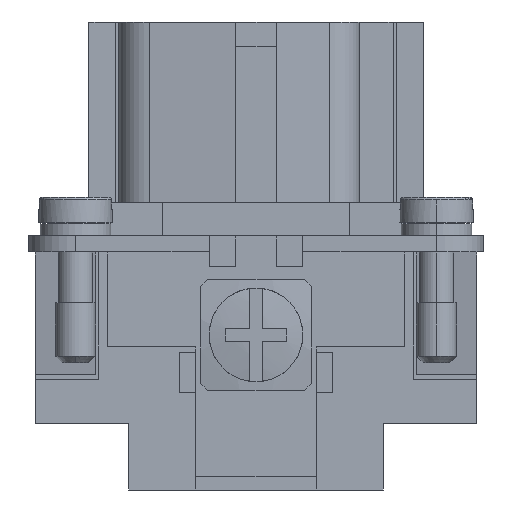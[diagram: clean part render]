
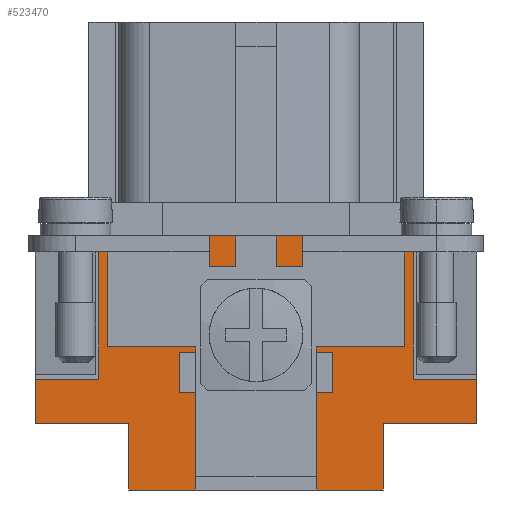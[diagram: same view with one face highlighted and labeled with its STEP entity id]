
A CAD part, left-side view. The second image highlights one B-rep face of the part: STEP entity #523470.
In plain terms, the highlighted planar face has unit normal (-1, 0, 0).
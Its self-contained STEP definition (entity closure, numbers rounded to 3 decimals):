
#83330=CARTESIAN_POINT('',(-31.6,16.5,5.));
#83340=VERTEX_POINT('',#83330);
#83370=CARTESIAN_POINT('',(-31.6,16.5,5.));
#83380=DIRECTION('',(0.,-1.,0.));
#83390=VECTOR('',#83380,7.);
#83400=LINE('',#83370,#83390);
#83410=CARTESIAN_POINT('',(-31.6,9.5,5.));
#83420=VERTEX_POINT('',#83410);
#83430=EDGE_CURVE('',#83340,#83420,#83400,.T.);
#196570=CARTESIAN_POINT('',(-31.6,9.5,5.));
#196580=DIRECTION('',(0.,0.,-1.));
#196590=VECTOR('',#196580,5.);
#196600=LINE('',#196570,#196590);
#196610=CARTESIAN_POINT('',(-31.6,9.5,0.));
#196620=VERTEX_POINT('',#196610);
#196630=EDGE_CURVE('',#83420,#196620,#196600,.T.);
#196830=CARTESIAN_POINT('',(-31.6,4.55,0.));
#196840=DIRECTION('',(0.,1.,0.));
#196850=VECTOR('',#196840,4.95);
#196860=LINE('',#196830,#196850);
#196870=CARTESIAN_POINT('',(-31.6,4.55,0.));
#196880=VERTEX_POINT('',#196870);
#196890=EDGE_CURVE('',#196880,#196620,#196860,.T.);
#197340=CARTESIAN_POINT('',(-31.6,-4.55,0.));
#197350=VERTEX_POINT('',#197340);
#197380=CARTESIAN_POINT('',(-31.6,-9.5,0.));
#197390=DIRECTION('',(0.,1.,0.));
#197400=VECTOR('',#197390,4.95);
#197410=LINE('',#197380,#197400);
#197420=CARTESIAN_POINT('',(-31.6,-9.5,0.));
#197430=VERTEX_POINT('',#197420);
#197440=EDGE_CURVE('',#197430,#197350,#197410,.T.);
#340830=CARTESIAN_POINT('',(-31.6,4.55,3.5));
#340840=VERTEX_POINT('',#340830);
#340870=CARTESIAN_POINT('',(-31.6,4.55,3.5));
#340880=DIRECTION('',(0.,-1.,0.));
#340890=VECTOR('',#340880,9.1);
#340900=LINE('',#340870,#340890);
#340910=CARTESIAN_POINT('',(-31.6,-4.55,3.5));
#340920=VERTEX_POINT('',#340910);
#340930=EDGE_CURVE('',#340840,#340920,#340900,.T.);
#381020=CARTESIAN_POINT('',(-31.6,4.55,0.));
#381030=DIRECTION('',(0.,0.,1.));
#381040=VECTOR('',#381030,3.5);
#381050=LINE('',#381020,#381040);
#381060=EDGE_CURVE('',#196880,#340840,#381050,.T.);
#406420=CARTESIAN_POINT('',(-31.6,-11.75,19.));
#406430=VERTEX_POINT('',#406420);
#406460=CARTESIAN_POINT('',(-31.6,-11.75,19.));
#406470=DIRECTION('',(0.,1.,0.));
#406480=VECTOR('',#406470,23.5);
#406490=LINE('',#406460,#406480);
#406500=CARTESIAN_POINT('',(-31.6,11.75,19.));
#406510=VERTEX_POINT('',#406500);
#406520=EDGE_CURVE('',#406430,#406510,#406490,.T.);
#426880=CARTESIAN_POINT('',(-31.6,-4.55,3.5));
#426890=DIRECTION('',(0.,0.,-1.));
#426900=VECTOR('',#426890,3.5);
#426910=LINE('',#426880,#426900);
#426920=EDGE_CURVE('',#340920,#197350,#426910,.T.);
#428550=CARTESIAN_POINT('',(-31.6,-9.5,5.));
#428560=VERTEX_POINT('',#428550);
#428610=CARTESIAN_POINT('',(-31.6,-9.5,5.));
#428620=DIRECTION('',(0.,-1.,0.));
#428630=VECTOR('',#428620,7.);
#428640=LINE('',#428610,#428630);
#428650=CARTESIAN_POINT('',(-31.6,-16.5,5.));
#428660=VERTEX_POINT('',#428650);
#428670=EDGE_CURVE('',#428560,#428660,#428640,.T.);
#454900=CARTESIAN_POINT('',(-31.6,11.75,19.));
#454910=DIRECTION('',(0.,0.,-1.));
#454920=VECTOR('',#454910,10.7);
#454930=LINE('',#454900,#454920);
#454940=CARTESIAN_POINT('',(-31.6,11.75,8.3));
#454950=VERTEX_POINT('',#454940);
#454960=EDGE_CURVE('',#406510,#454950,#454930,.T.);
#455410=CARTESIAN_POINT('',(-31.6,16.5,8.3));
#455420=VERTEX_POINT('',#455410);
#455470=CARTESIAN_POINT('',(-31.6,11.75,8.3));
#455480=DIRECTION('',(0.,1.,0.));
#455490=VECTOR('',#455480,4.75);
#455500=LINE('',#455470,#455490);
#455510=EDGE_CURVE('',#454950,#455420,#455500,.T.);
#457250=CARTESIAN_POINT('',(-31.6,-11.75,8.3));
#457260=DIRECTION('',(0.,0.,1.));
#457270=VECTOR('',#457260,10.7);
#457280=LINE('',#457250,#457270);
#457290=CARTESIAN_POINT('',(-31.6,-11.75,8.3));
#457300=VERTEX_POINT('',#457290);
#457310=EDGE_CURVE('',#457300,#406430,#457280,.T.);
#457550=CARTESIAN_POINT('',(-31.6,-16.5,8.3));
#457560=VERTEX_POINT('',#457550);
#457590=CARTESIAN_POINT('',(-31.6,-16.5,8.3));
#457600=DIRECTION('',(0.,1.,0.));
#457610=VECTOR('',#457600,4.75);
#457620=LINE('',#457590,#457610);
#457630=EDGE_CURVE('',#457560,#457300,#457620,.T.);
#457730=CARTESIAN_POINT('',(-31.6,16.5,5.));
#457740=DIRECTION('',(0.,0.,1.));
#457750=VECTOR('',#457740,3.3);
#457760=LINE('',#457730,#457750);
#457770=EDGE_CURVE('',#83340,#455420,#457760,.T.);
#458580=CARTESIAN_POINT('',(-31.6,-16.5,5.));
#458590=DIRECTION('',(0.,0.,1.));
#458600=VECTOR('',#458590,3.3);
#458610=LINE('',#458580,#458600);
#458620=EDGE_CURVE('',#428660,#457560,#458610,.T.);
#523190=CARTESIAN_POINT('',(-31.6,-16.5,0.));
#523200=DIRECTION('',(-1.,0.,0.));
#523210=DIRECTION('',(0.,0.,1.));
#523220=AXIS2_PLACEMENT_3D('',#523190,#523200,#523210);
#523230=PLANE('',#523220);
#523240=ORIENTED_EDGE('',*,*,#454960,.T.);
#523250=ORIENTED_EDGE('',*,*,#406520,.T.);
#523260=ORIENTED_EDGE('',*,*,#457310,.T.);
#523270=ORIENTED_EDGE('',*,*,#457630,.T.);
#523280=ORIENTED_EDGE('',*,*,#458620,.T.);
#523290=ORIENTED_EDGE('',*,*,#428670,.T.);
#523300=CARTESIAN_POINT('',(-31.6,-9.5,0.));
#523310=DIRECTION('',(0.,0.,1.));
#523320=VECTOR('',#523310,5.);
#523330=LINE('',#523300,#523320);
#523340=EDGE_CURVE('',#197430,#428560,#523330,.T.);
#523350=ORIENTED_EDGE('',*,*,#523340,.T.);
#523360=ORIENTED_EDGE('',*,*,#197440,.F.);
#523370=ORIENTED_EDGE('',*,*,#426920,.T.);
#523380=ORIENTED_EDGE('',*,*,#340930,.T.);
#523390=ORIENTED_EDGE('',*,*,#381060,.T.);
#523400=ORIENTED_EDGE('',*,*,#196890,.F.);
#523410=ORIENTED_EDGE('',*,*,#196630,.T.);
#523420=ORIENTED_EDGE('',*,*,#83430,.T.);
#523430=ORIENTED_EDGE('',*,*,#457770,.F.);
#523440=ORIENTED_EDGE('',*,*,#455510,.T.);
#523450=EDGE_LOOP('',(#523440,#523430,#523420,#523410,#523400,#523390,
#523380,#523370,#523360,#523350,#523290,#523280,#523270,#523260,#523250,
#523240));
#523460=FACE_OUTER_BOUND('',#523450,.T.);
#523470=ADVANCED_FACE('',(#523460),#523230,.T.);
